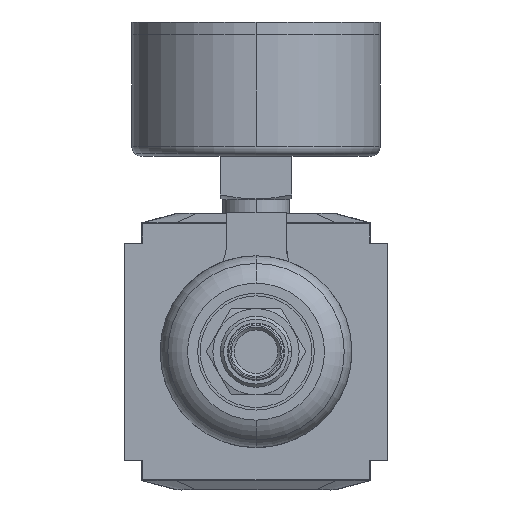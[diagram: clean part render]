
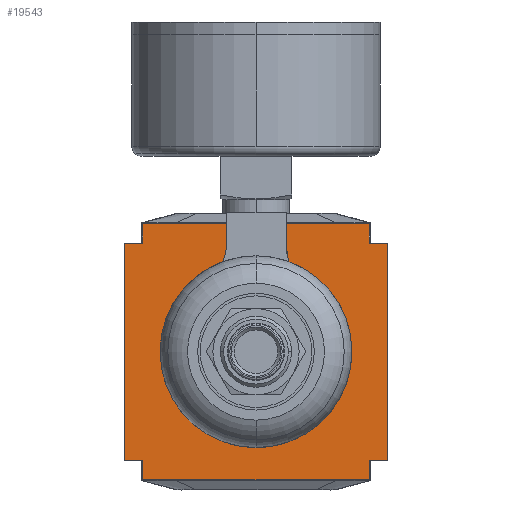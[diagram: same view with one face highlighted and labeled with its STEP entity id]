
A CAD part, front view. The second image highlights one B-rep face of the part: STEP entity #19543.
In plain terms, the highlighted planar face has unit normal (0, -1, 0).
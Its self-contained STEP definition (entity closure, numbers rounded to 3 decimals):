
#3533=CARTESIAN_POINT('',(22.309,-30.999,-21.4));
#3624=DIRECTION('',(-0.002,0.,-1.));
#3625=VECTOR('',#3624,3.835);
#3626=CARTESIAN_POINT('',(22.309,-30.999,-21.4));
#3627=LINE('',#3626,#3625);
#3628=DIRECTION('',(0.002,0.,-1.));
#3629=VECTOR('',#3628,3.835);
#3630=CARTESIAN_POINT('',(22.3,-31.,25.235));
#3631=LINE('',#3630,#3629);
#4916=DIRECTION('',(0.002,0.,1.));
#4917=VECTOR('',#4916,3.835);
#4918=CARTESIAN_POINT('',(-22.309,-30.999,21.4));
#4919=LINE('',#4918,#4917);
#4920=DIRECTION('',(-0.002,0.,1.));
#4921=VECTOR('',#4920,3.835);
#4922=CARTESIAN_POINT('',(-22.3,-31.,-25.235));
#4923=LINE('',#4922,#4921);
#4945=CARTESIAN_POINT('',(-22.309,-30.999,21.4));
#5002=DIRECTION('',(-1.,0.,0.));
#5003=VECTOR('',#5002,3.691);
#5004=CARTESIAN_POINT('',(-22.309,-30.999,-21.4));
#5005=LINE('',#5004,#5003);
#5011=CARTESIAN_POINT('',(-22.309,-30.999,-21.4));
#5046=CARTESIAN_POINT('',(0.,-31.,0.));
#5047=DIRECTION('',(0.,1.,0.));
#5048=DIRECTION('',(1.,0.,0.));
#5049=AXIS2_PLACEMENT_3D('',#5046,#5047,#5048);
#5051=CARTESIAN_POINT('',(0.,-31.,0.));
#5052=DIRECTION('',(0.,1.,0.));
#5053=DIRECTION('',(0.333,0.,0.943));
#5054=AXIS2_PLACEMENT_3D('',#5051,#5052,#5053);
#5056=CARTESIAN_POINT('',(0.,-31.,-0.1));
#5057=DIRECTION('',(0.,1.,0.));
#5058=DIRECTION('',(-0.293,0.,0.956));
#5059=AXIS2_PLACEMENT_3D('',#5056,#5057,#5058);
#5061=CARTESIAN_POINT('',(0.,-31.,0.));
#5062=DIRECTION('',(0.,1.,0.));
#5063=DIRECTION('',(-0.421,0.,0.907));
#5064=AXIS2_PLACEMENT_3D('',#5061,#5062,#5063);
#5066=CARTESIAN_POINT('',(0.,-31.,0.));
#5067=DIRECTION('',(0.,1.,0.));
#5068=DIRECTION('',(-0.707,0.,0.707));
#5069=AXIS2_PLACEMENT_3D('',#5066,#5067,#5068);
#5071=DIRECTION('',(0.707,0.,-0.707));
#5072=VECTOR('',#5071,2.3);
#5073=CARTESIAN_POINT('',(-13.364,-31.,
13.364));
#5074=LINE('',#5073,#5072);
#5075=CARTESIAN_POINT('',(0.,-31.,0.));
#5076=DIRECTION('',(0.,1.,0.));
#5077=DIRECTION('',(-1.,0.,0.));
#5078=AXIS2_PLACEMENT_3D('',#5075,#5076,#5077);
#5080=CARTESIAN_POINT('',(0.,-31.,0.));
#5081=DIRECTION('',(0.,1.,0.));
#5082=DIRECTION('',(0.421,0.,-0.907));
#5083=AXIS2_PLACEMENT_3D('',#5080,#5081,#5082);
#5085=CARTESIAN_POINT('',(0.,-31.,0.));
#5086=DIRECTION('',(0.,1.,0.));
#5087=DIRECTION('',(0.707,0.,-0.707));
#5088=AXIS2_PLACEMENT_3D('',#5085,#5086,#5087);
#5090=DIRECTION('',(-0.707,0.,0.707));
#5091=VECTOR('',#5090,2.3);
#5092=CARTESIAN_POINT('',(13.364,-31.,
-13.364));
#5093=LINE('',#5092,#5091);
#5094=DIRECTION('',(1.,0.,0.));
#5095=VECTOR('',#5094,3.691);
#5096=CARTESIAN_POINT('',(22.309,-30.999,-21.4));
#5097=LINE('',#5096,#5095);
#5098=CARTESIAN_POINT('',(-22.3,-31.,-25.235));
#5099=CARTESIAN_POINT('',(-17.344,-31.,-25.246));
#5100=CARTESIAN_POINT('',(-7.433,-30.999,-25.258));
#5101=CARTESIAN_POINT('',(7.433,-30.999,-25.258));
#5102=CARTESIAN_POINT('',(17.344,-31.,-25.246));
#5103=CARTESIAN_POINT('',(22.3,-31.,-25.235));
#5105=DIRECTION('',(0.,0.,-1.));
#5106=VECTOR('',#5105,42.8);
#5107=CARTESIAN_POINT('',(-26.,-30.999,21.4));
#5108=LINE('',#5107,#5106);
#5109=DIRECTION('',(-1.,0.,0.));
#5110=VECTOR('',#5109,3.691);
#5111=CARTESIAN_POINT('',(-22.309,-30.999,21.4));
#5112=LINE('',#5111,#5110);
#5113=CARTESIAN_POINT('',(22.3,-31.,25.235));
#5114=CARTESIAN_POINT('',(17.344,-31.,25.246));
#5115=CARTESIAN_POINT('',(7.433,-30.999,25.258));
#5116=CARTESIAN_POINT('',(-7.433,-30.999,25.258));
#5117=CARTESIAN_POINT('',(-17.344,-31.,25.246));
#5118=CARTESIAN_POINT('',(-22.3,-31.,25.235));
#5120=DIRECTION('',(0.,0.,1.));
#5121=VECTOR('',#5120,42.8);
#5122=CARTESIAN_POINT('',(26.,-30.999,-21.4));
#5123=LINE('',#5122,#5121);
#5797=DIRECTION('',(0.,0.,-1.));
#5798=VECTOR('',#5797,2.574);
#5799=CARTESIAN_POINT('',(-7.953,-31.,17.145));
#5800=LINE('',#5799,#5798);
#5831=DIRECTION('',(0.,0.,-1.));
#5832=VECTOR('',#5831,1.897);
#5833=CARTESIAN_POINT('',(-6.1,-31.,19.785));
#5834=LINE('',#5833,#5832);
#5843=DIRECTION('',(0.,0.,1.));
#5844=VECTOR('',#5843,1.904);
#5845=CARTESIAN_POINT('',(6.3,-31.,17.819));
#5846=LINE('',#5845,#5844);
#6341=DIRECTION('',(0.,0.,1.));
#6342=VECTOR('',#6341,2.574);
#6343=CARTESIAN_POINT('',(7.953,-31.,-17.145));
#6344=LINE('',#6343,#6342);
#8172=DIRECTION('',(1.,0.,0.));
#8173=VECTOR('',#8172,3.691);
#8174=CARTESIAN_POINT('',(22.309,-30.999,21.4));
#8175=LINE('',#8174,#8173);
#8181=CARTESIAN_POINT('',(22.309,-30.999,21.4));
#9398=CARTESIAN_POINT('',(-22.3,-31.,-25.235));
#9399=VERTEX_POINT('',#9398);
#9415=CARTESIAN_POINT('',(22.3,-31.,-25.235));
#9416=VERTEX_POINT('',#9415);
#9509=CARTESIAN_POINT('',(-22.3,-31.,25.235));
#9510=VERTEX_POINT('',#9509);
#9513=VERTEX_POINT('',#4945);
#9515=VERTEX_POINT('',#5011);
#9516=VERTEX_POINT('',#5113);
#9517=CARTESIAN_POINT('',(-13.364,-31.,
13.364));
#9518=CARTESIAN_POINT('',(-11.738,-31.,
11.738));
#9519=VERTEX_POINT('',#9517);
#9520=VERTEX_POINT('',#9518);
#9521=CARTESIAN_POINT('',(-7.953,-31.,14.571));
#9522=VERTEX_POINT('',#9521);
#9523=CARTESIAN_POINT('',(-7.953,-31.,17.145));
#9524=VERTEX_POINT('',#9523);
#9525=CARTESIAN_POINT('',(-6.1,-31.,19.785));
#9526=CARTESIAN_POINT('',(-6.1,-31.,17.889));
#9527=VERTEX_POINT('',#9525);
#9528=VERTEX_POINT('',#9526);
#9529=CARTESIAN_POINT('',(6.3,-31.,19.723));
#9530=VERTEX_POINT('',#9529);
#9531=CARTESIAN_POINT('',(6.3,-31.,17.819));
#9532=VERTEX_POINT('',#9531);
#9533=CARTESIAN_POINT('',(13.364,-31.,
-13.364));
#9534=CARTESIAN_POINT('',(11.738,-31.,
-11.738));
#9535=VERTEX_POINT('',#9533);
#9536=VERTEX_POINT('',#9534);
#9537=CARTESIAN_POINT('',(7.953,-31.,-14.571));
#9538=VERTEX_POINT('',#9537);
#9539=CARTESIAN_POINT('',(7.953,-31.,-17.145));
#9540=VERTEX_POINT('',#9539);
#9717=VERTEX_POINT('',#8181);
#9718=VERTEX_POINT('',#3533);
#11087=CARTESIAN_POINT('',(-26.,-30.999,-21.4));
#11088=VERTEX_POINT('',#11087);
#11123=CARTESIAN_POINT('',(-26.,-30.999,21.4));
#11124=VERTEX_POINT('',#11123);
#11147=CARTESIAN_POINT('',(26.,-30.999,21.4));
#11148=VERTEX_POINT('',#11147);
#11183=CARTESIAN_POINT('',(26.,-30.999,-21.4));
#11184=VERTEX_POINT('',#11183);
#11437=CARTESIAN_POINT('',(-18.9,-31.,0.));
#11439=VERTEX_POINT('',#11437);
#11441=CARTESIAN_POINT('',(18.9,-31.,
0.));
#11443=VERTEX_POINT('',#11441);
#19490=CARTESIAN_POINT('',(0.,-30.999,21.4));
#19491=DIRECTION('',(0.,-1.,0.));
#19492=DIRECTION('',(0.,0.,-1.));
#19493=AXIS2_PLACEMENT_3D('',#19490,#19491,#19492);
#19494=PLANE('',#19493);
#19495=ORIENTED_EDGE('',*,*,#16599,.F.);
#19496=ORIENTED_EDGE('',*,*,#16715,.T.);
#19498=ORIENTED_EDGE('',*,*,#19497,.F.);
#19499=ORIENTED_EDGE('',*,*,#19332,.T.);
#19500=ORIENTED_EDGE('',*,*,#19448,.T.);
#19501=ORIENTED_EDGE('',*,*,#19466,.F.);
#19502=ORIENTED_EDGE('',*,*,#19355,.F.);
#19503=ORIENTED_EDGE('',*,*,#19322,.T.);
#19505=ORIENTED_EDGE('',*,*,#19504,.F.);
#19506=ORIENTED_EDGE('',*,*,#16727,.T.);
#19508=ORIENTED_EDGE('',*,*,#19507,.T.);
#19510=ORIENTED_EDGE('',*,*,#19509,.F.);
#19511=EDGE_LOOP('',(#19495,#19496,#19498,#19499,#19500,#19501,#19502,#19503,
#19505,#19506,#19508,#19510));
#19512=FACE_OUTER_BOUND('',#19511,.F.);
#19514=ORIENTED_EDGE('',*,*,#19513,.F.);
#19516=ORIENTED_EDGE('',*,*,#19515,.F.);
#19518=ORIENTED_EDGE('',*,*,#19517,.T.);
#19520=ORIENTED_EDGE('',*,*,#19519,.F.);
#19522=ORIENTED_EDGE('',*,*,#19521,.T.);
#19524=ORIENTED_EDGE('',*,*,#19523,.F.);
#19526=ORIENTED_EDGE('',*,*,#19525,.T.);
#19528=ORIENTED_EDGE('',*,*,#19527,.F.);
#19530=ORIENTED_EDGE('',*,*,#19529,.F.);
#19532=ORIENTED_EDGE('',*,*,#19531,.F.);
#19534=ORIENTED_EDGE('',*,*,#19533,.F.);
#19536=ORIENTED_EDGE('',*,*,#19535,.T.);
#19538=ORIENTED_EDGE('',*,*,#19537,.F.);
#19540=ORIENTED_EDGE('',*,*,#19539,.F.);
#19541=EDGE_LOOP('',(#19514,#19516,#19518,#19520,#19522,#19524,#19526,#19528,
#19530,#19532,#19534,#19536,#19538,#19540));
#19542=FACE_BOUND('',#19541,.F.);
#19543=ADVANCED_FACE('',(#19512,#19542),#19494,.T.);
#5050=CIRCLE('',#5049,18.9);
#5055=CIRCLE('',#5054,18.9);
#5060=CIRCLE('',#5059,20.8);
#5065=CIRCLE('',#5064,18.9);
#5070=CIRCLE('',#5069,16.6);
#5079=CIRCLE('',#5078,18.9);
#5084=CIRCLE('',#5083,18.9);
#5089=CIRCLE('',#5088,16.6);
#5104=B_SPLINE_CURVE_WITH_KNOTS('',3,(#5098,#5099,#5100,#5101,#5102,#5103),
.UNSPECIFIED.,.F.,.F.,(4,1,1,4),(0.,0.333,0.667,1.),
.UNSPECIFIED.);
#5119=B_SPLINE_CURVE_WITH_KNOTS('',3,(#5113,#5114,#5115,#5116,#5117,#5118),
.UNSPECIFIED.,.F.,.F.,(4,1,1,4),(0.,0.333,0.667,1.),
.UNSPECIFIED.);
#16599=EDGE_CURVE('',#9718,#11184,#5097,.T.);
#16715=EDGE_CURVE('',#9718,#9416,#3627,.T.);
#16727=EDGE_CURVE('',#9516,#9717,#3631,.T.);
#19322=EDGE_CURVE('',#9513,#9510,#4919,.T.);
#19332=EDGE_CURVE('',#9399,#9515,#4923,.T.);
#19355=EDGE_CURVE('',#9513,#11124,#5112,.T.);
#19448=EDGE_CURVE('',#9515,#11088,#5005,.T.);
#19466=EDGE_CURVE('',#11124,#11088,#5108,.T.);
#19497=EDGE_CURVE('',#9399,#9416,#5104,.T.);
#19504=EDGE_CURVE('',#9516,#9510,#5119,.T.);
#19507=EDGE_CURVE('',#9717,#11148,#8175,.T.);
#19509=EDGE_CURVE('',#11184,#11148,#5123,.T.);
#19513=EDGE_CURVE('',#11443,#9535,#5050,.T.);
#19515=EDGE_CURVE('',#9532,#11443,#5055,.T.);
#19517=EDGE_CURVE('',#9532,#9530,#5846,.T.);
#19519=EDGE_CURVE('',#9527,#9530,#5060,.T.);
#19521=EDGE_CURVE('',#9527,#9528,#5834,.T.);
#19523=EDGE_CURVE('',#9524,#9528,#5065,.T.);
#19525=EDGE_CURVE('',#9524,#9522,#5800,.T.);
#19527=EDGE_CURVE('',#9520,#9522,#5070,.T.);
#19529=EDGE_CURVE('',#9519,#9520,#5074,.T.);
#19531=EDGE_CURVE('',#11439,#9519,#5079,.T.);
#19533=EDGE_CURVE('',#9540,#11439,#5084,.T.);
#19535=EDGE_CURVE('',#9540,#9538,#6344,.T.);
#19537=EDGE_CURVE('',#9536,#9538,#5089,.T.);
#19539=EDGE_CURVE('',#9535,#9536,#5093,.T.);
